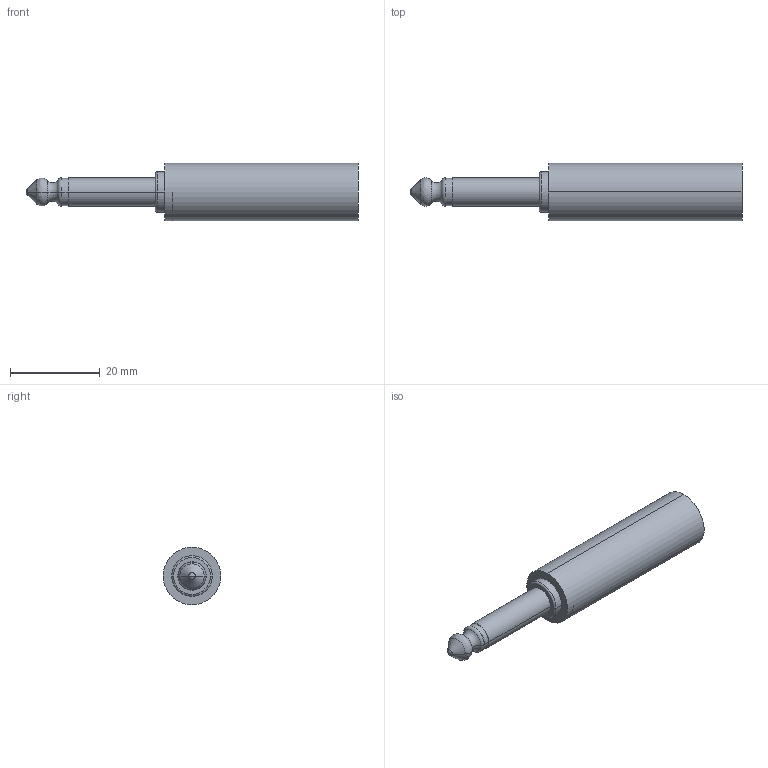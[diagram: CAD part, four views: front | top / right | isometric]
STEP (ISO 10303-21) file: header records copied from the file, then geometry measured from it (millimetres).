
FILE_DESCRIPTION((''),'2;1');
FILE_NAME('NYS224S_ASM','2021-04-25T',('yuj'),(''),'PRO/ENGINEER BY PARAMETRIC TECHNOLOGY CORPORATION, 2013040','PRO/ENGINEER BY PARAMETRIC TECHNOLOGY CORPORATION, 2013040','');
FILE_SCHEMA(('CONFIG_CONTROL_DESIGN'));
Length unit declared in the file: millimetre
Products named in the file (1): NYS224S_ASM
Bounding box: 73.85 x 12.8 x 12.8 mm (x, y, z)
Volume: 5843 mm3; surface area: 6473.2 mm2
Topology: 1 solids, 10 shells, 204 faces, 524 edges, 331 vertices
Faces by surface type: plane 102, cylinder 63, cone 21, torus 8, bspline 8, sphere 2
Entity records: 7384 total; most frequent: CARTESIAN_POINT 2295, DIRECTION 1083, ORIENTED_EDGE 1036, EDGE_CURVE 520, AXIS2_PLACEMENT_3D 410, VERTEX_POINT 331, VECTOR 263, LINE 263
